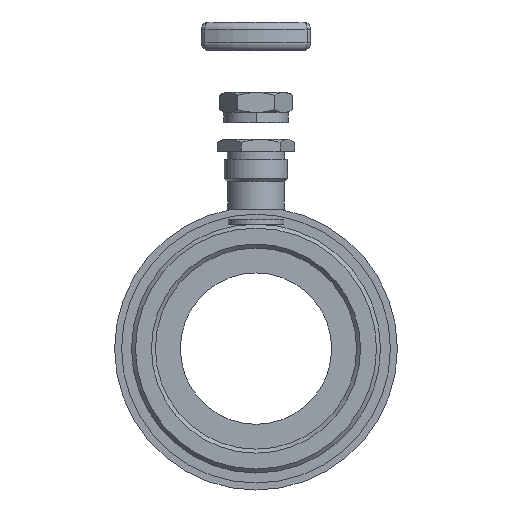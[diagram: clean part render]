
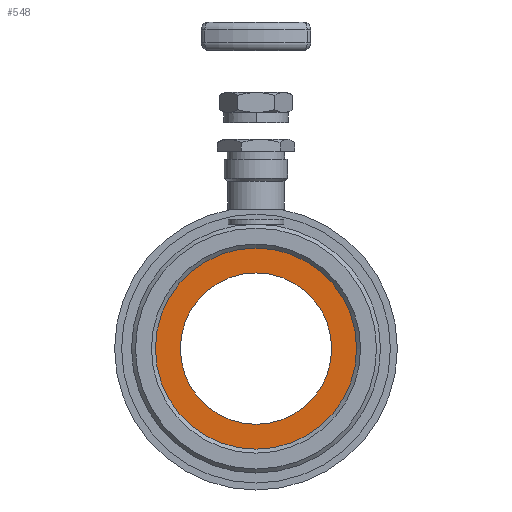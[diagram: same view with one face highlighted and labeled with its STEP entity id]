
A CAD part, left-side view. The second image highlights one B-rep face of the part: STEP entity #548.
In plain terms, the highlighted planar face has unit normal (-1, 0, 0).
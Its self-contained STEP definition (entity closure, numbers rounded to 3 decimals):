
#548=ADVANCED_FACE('',(#1017,#1018),#1019,.F.);
#1017=FACE_BOUND('',#1539,.T.);
#1018=FACE_OUTER_BOUND('',#1540,.T.);
#1019=PLANE('',#1541);
#1539=EDGE_LOOP('',(#2456));
#1540=EDGE_LOOP('',(#2457));
#1541=AXIS2_PLACEMENT_3D('',#2458,#2459,#2460);
#2456=ORIENTED_EDGE('',*,*,#2939,.F.);
#2457=ORIENTED_EDGE('',*,*,#2937,.T.);
#2458=CARTESIAN_POINT('',(56.2,0.,-25.25));
#2459=DIRECTION('',(1.0,0.0,-0.0));
#2460=DIRECTION('',(0.0,0.0,1.0));
#2937=EDGE_CURVE('',#3467,#3467,#3468,.T.);
#2939=EDGE_CURVE('',#3470,#3470,#3471,.T.);
#3467=VERTEX_POINT('',#4689);
#3468=CIRCLE('',#4690,25.25);
#3470=VERTEX_POINT('',#4692);
#3471=CIRCLE('',#4693,19.0);
#4689=CARTESIAN_POINT('',(56.2,0.,-25.25));
#4690=AXIS2_PLACEMENT_3D('',#5074,#5075,#5076);
#4692=CARTESIAN_POINT('',(56.2,0.,-19.0));
#4693=AXIS2_PLACEMENT_3D('',#5077,#5078,#5079);
#5074=CARTESIAN_POINT('',(56.2,0.,0.));
#5075=DIRECTION('',(-1.0,0.0,0.0));
#5076=DIRECTION('',(0.0,0.0,-1.0));
#5077=CARTESIAN_POINT('',(56.2,0.,0.));
#5078=DIRECTION('',(-1.0,0.0,0.0));
#5079=DIRECTION('',(0.0,0.0,-1.0));
